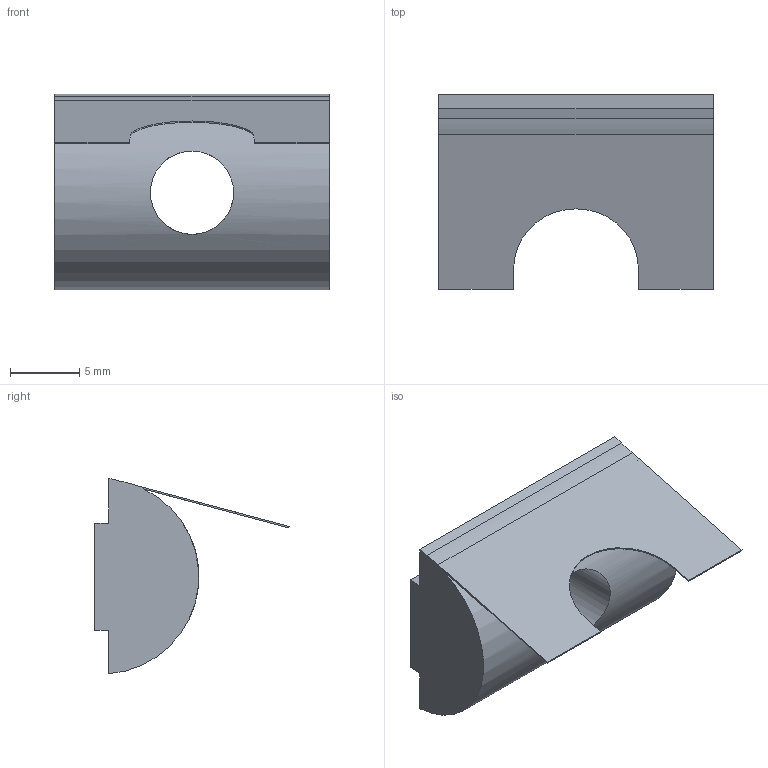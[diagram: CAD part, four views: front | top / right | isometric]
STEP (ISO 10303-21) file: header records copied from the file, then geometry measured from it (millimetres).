
FILE_DESCRIPTION (( 'STEP AP203' ), '1' );
FILE_NAME ('BC32-65 ABG.STEP', '2018-03-26T19:44:44', ( 'User2' ), ( '' ), 'SwSTEP 2.0', 'SolidWorks 2007', '' );
FILE_SCHEMA (( 'CONFIG_CONTROL_DESIGN' ));
Length unit declared in the file: millimetre
Products named in the file (1): BC32-65 ABG
Bounding box: 19.8 x 14.03 x 14.09 mm (x, y, z)
Volume: 1350.2 mm3; surface area: 1308.1 mm2
Topology: 1 solids, 1 shells, 22 faces, 58 edges, 38 vertices
Faces by surface type: plane 15, cylinder 5, cone 2
Entity records: 819 total; most frequent: CARTESIAN_POINT 185, ORIENTED_EDGE 116, DIRECTION 112, EDGE_CURVE 58, LINE 46, VECTOR 46, VERTEX_POINT 38, AXIS2_PLACEMENT_3D 33
